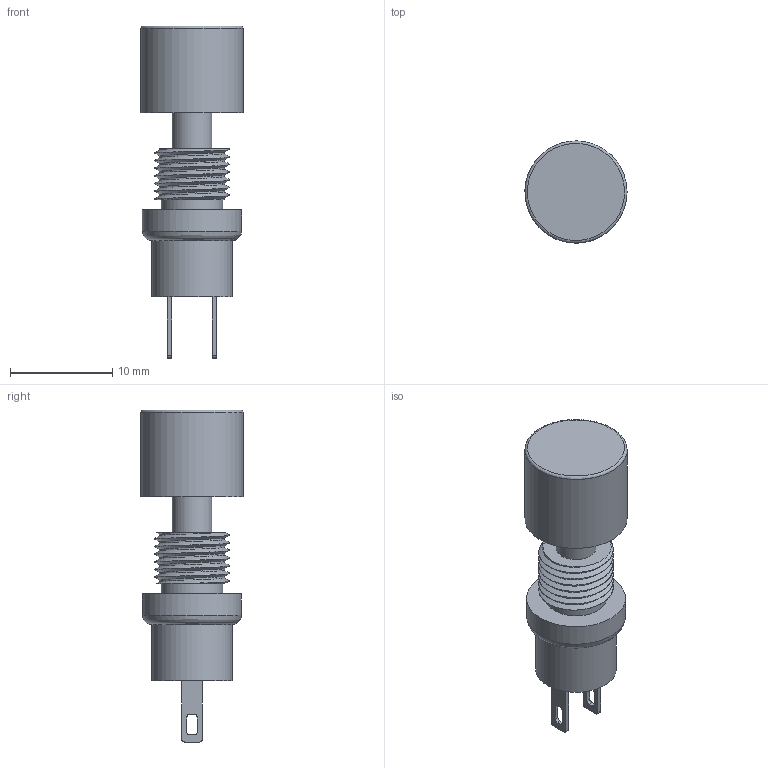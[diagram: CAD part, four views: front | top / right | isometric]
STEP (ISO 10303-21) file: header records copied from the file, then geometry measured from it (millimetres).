
FILE_DESCRIPTION(/* description */ (''),/* implementation_level */ '2;1');
FILE_NAME(/* name */ 'R13-24 Momentary Switch',/* time_stamp */ '2021-06-23T11:18:06-04:00',/* author */ (''),/* organization */ (''),/* preprocessor_version */ 'ST-DEVELOPER v16.5',/* originating_system */ '',/* authorisation */ '');
FILE_SCHEMA (('CONFIG_CONTROL_DESIGN'));
Length unit declared in the file: millimetre
Products named in the file (1): Document
Bounding box: 9.99 x 10 x 32.5 mm (x, y, z)
Volume: 1269.7 mm3; surface area: 1542.5 mm2
Topology: 6 solids, 6 shells, 77 faces, 173 edges, 113 vertices
Faces by surface type: plane 39, cylinder 33, bspline 5
Full cylindrical faces by diameter (mm): 2.5 x1, 3.9 x1, 5 x1, 6 x1, 6.374 x6, 7.9 x1, 9.7 x1, 10 x1
Entity records: 8301 total; most frequent: CARTESIAN_POINT 7038, ORIENTED_EDGE 346, EDGE_CURVE 173, VERTEX_POINT 113, EDGE_LOOP 86, ADVANCED_FACE 77, FACE_OUTER_BOUND 77, DIRECTION 75
